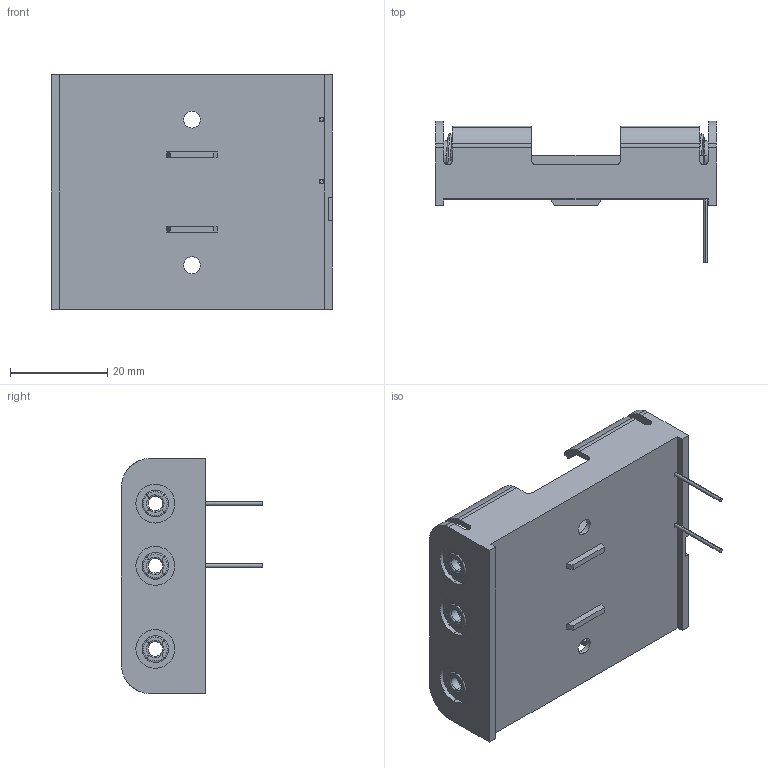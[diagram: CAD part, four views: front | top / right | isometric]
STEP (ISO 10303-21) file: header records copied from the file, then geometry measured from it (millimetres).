
FILE_DESCRIPTION (( 'STEP AP214' ), '1' );
FILE_NAME ('12BH331P-GR.STEP', '2023-05-13T07:17:14', ( '' ), ( '' ), 'SwSTEP 2.0', 'SolidWorks 2021', '' );
FILE_SCHEMA (( 'AUTOMOTIVE_DESIGN' ));
Length unit declared in the file: millimetre
Products named in the file (1): 12BH331P-GR
Bounding box: 58 x 29.1 x 48.3 mm (x, y, z)
Volume: 9342.1 mm3; surface area: 14942 mm2
Topology: 7 solids, 7 shells, 630 faces, 1648 edges, 1055 vertices
Faces by surface type: plane 308, cylinder 230, torus 86, bspline 6
Entity records: 26080 total; most frequent: CARTESIAN_POINT 9938, DIRECTION 3500, ORIENTED_EDGE 3296, EDGE_CURVE 1648, AXIS2_PLACEMENT_3D 1297, VERTEX_POINT 1055, LINE 906, VECTOR 906
